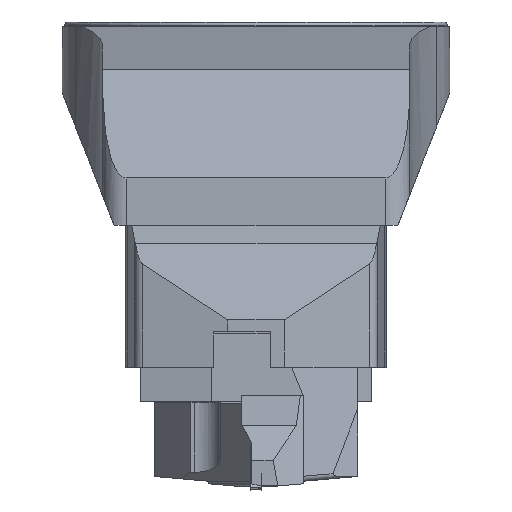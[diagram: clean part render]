
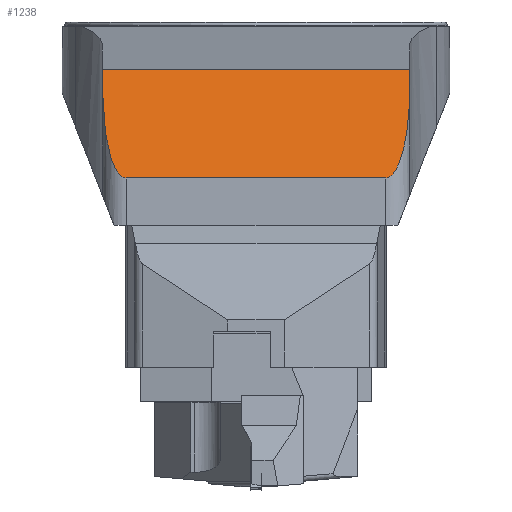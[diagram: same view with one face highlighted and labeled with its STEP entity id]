
A CAD part, left-side view. The second image highlights one B-rep face of the part: STEP entity #1238.
In plain terms, the highlighted planar face has unit normal (-0.966, 0, 0.259).
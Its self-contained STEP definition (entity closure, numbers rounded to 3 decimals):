
#242=ELLIPSE('',#3604,38.637,10.);
#243=ELLIPSE('',#3605,38.637,10.);
#293=FACE_OUTER_BOUND('',#1524,.T.);
#453=PLANE('',#3606);
#603=LINE('',#4972,#931);
#609=LINE('',#4984,#937);
#610=LINE('',#4990,#938);
#611=LINE('',#4992,#939);
#931=VECTOR('',#3986,1.);
#937=VECTOR('',#3996,1.);
#938=VECTOR('',#4001,1.);
#939=VECTOR('',#4002,1.);
#1238=ADVANCED_FACE('',(#293),#453,.F.);
#1524=EDGE_LOOP('',(#1788,#1789,#1790,#1791,#1792,#1793));
#1788=ORIENTED_EDGE('',*,*,#2957,.T.);
#1789=ORIENTED_EDGE('',*,*,#2958,.T.);
#1790=ORIENTED_EDGE('',*,*,#2951,.F.);
#1791=ORIENTED_EDGE('',*,*,#2959,.T.);
#1792=ORIENTED_EDGE('',*,*,#2960,.T.);
#1793=ORIENTED_EDGE('',*,*,#2961,.T.);
#2645=VERTEX_POINT('',#4973);
#2646=VERTEX_POINT('',#4974);
#2649=VERTEX_POINT('',#4985);
#2650=VERTEX_POINT('',#4986);
#2651=VERTEX_POINT('',#4989);
#2652=VERTEX_POINT('',#4991);
#2951=EDGE_CURVE('',#2645,#2646,#603,.T.);
#2957=EDGE_CURVE('',#2649,#2650,#609,.T.);
#2958=EDGE_CURVE('',#2650,#2646,#242,.T.);
#2959=EDGE_CURVE('',#2645,#2651,#243,.T.);
#2960=EDGE_CURVE('',#2651,#2652,#610,.T.);
#2961=EDGE_CURVE('',#2652,#2649,#611,.T.);
#3604=AXIS2_PLACEMENT_3D('',#4987,#3997,#3998);
#3605=AXIS2_PLACEMENT_3D('',#4988,#3999,#4000);
#3606=AXIS2_PLACEMENT_3D('',#4993,#4003,#4004);
#3986=DIRECTION('',(0.,1.,0.));
#3996=DIRECTION('',(-0.259,0.,-0.966));
#3997=DIRECTION('',(-0.966,0.,0.259));
#3998=DIRECTION('',(-0.259,0.,-0.966));
#3999=DIRECTION('',(-0.966,0.,0.259));
#4000=DIRECTION('',(0.259,0.,0.966));
#4001=DIRECTION('',(0.259,0.,0.966));
#4002=DIRECTION('',(0.,1.,0.));
#4003=DIRECTION('',(0.966,0.,-0.259));
#4004=DIRECTION('',(0.259,0.,0.966));
#4972=CARTESIAN_POINT('',(-235.,-235.,-66.));
#4973=CARTESIAN_POINT('',(-235.,-55.,-66.));
#4974=CARTESIAN_POINT('',(-235.,55.,-66.));
#4984=CARTESIAN_POINT('',(-222.674,65.,-20.));
#4985=CARTESIAN_POINT('',(-222.674,65.,-20.));
#4986=CARTESIAN_POINT('',(-225.,65.,-28.679));
#4987=CARTESIAN_POINT('',(-225.,55.,-28.679));
#4988=CARTESIAN_POINT('',(-225.,-55.,-28.679));
#4989=CARTESIAN_POINT('',(-225.,-65.,-28.679));
#4990=CARTESIAN_POINT('',(-222.674,-65.,-20.));
#4991=CARTESIAN_POINT('',(-222.674,-65.,-20.));
#4992=CARTESIAN_POINT('',(-222.674,-235.,-20.));
#4993=CARTESIAN_POINT('',(-222.674,-235.,-20.));
